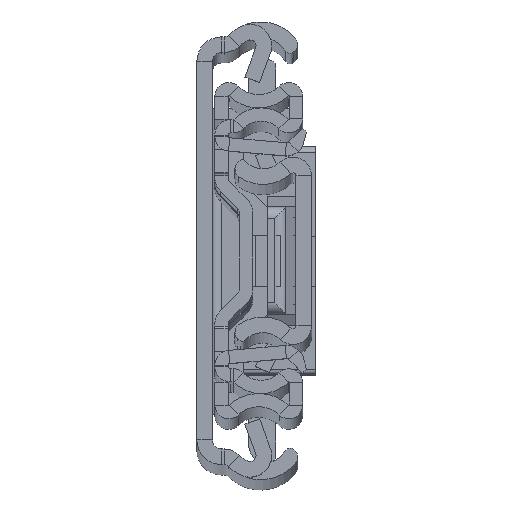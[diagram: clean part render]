
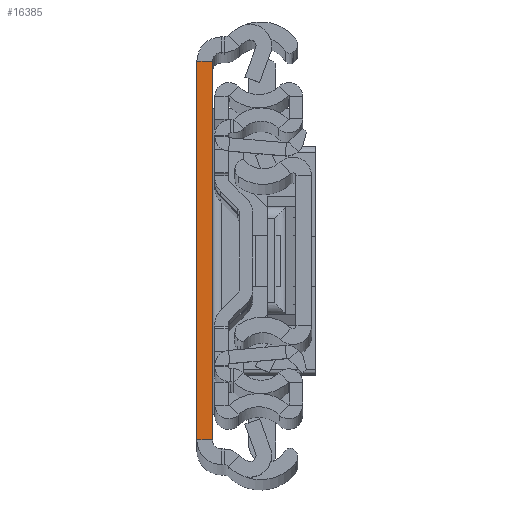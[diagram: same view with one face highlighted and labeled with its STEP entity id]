
A CAD part, top view. The second image highlights one B-rep face of the part: STEP entity #16385.
In plain terms, the highlighted planar face has unit normal (0, 0, 1).
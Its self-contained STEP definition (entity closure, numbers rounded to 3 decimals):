
#20 = VERTEX_POINT ( 'NONE', #12704 ) ;
#79 = EDGE_LOOP ( 'NONE', ( #5093, #17548, #12209, #11638 ) ) ;
#828 = DIRECTION ( 'NONE',  ( 0., 1., 0. ) ) ;
#1038 = EDGE_CURVE ( 'NONE', #9524, #20, #16234, .T. ) ;
#1602 = DIRECTION ( 'NONE',  ( 0., 0., -1. ) ) ;
#1745 = VERTEX_POINT ( 'NONE', #6655 ) ;
#2536 = CARTESIAN_POINT ( 'NONE',  ( 2.6, 31.5, 0. ) ) ;
#2592 = LINE ( 'NONE', #3759, #11267 ) ;
#2968 = PLANE ( 'NONE',  #15950 ) ;
#3759 = CARTESIAN_POINT ( 'NONE',  ( 0., -31.5, 0. ) ) ;
#5093 = ORIENTED_EDGE ( 'NONE', *, *, #1038, .F. ) ;
#5561 = EDGE_CURVE ( 'NONE', #14461, #1745, #16153, .T. ) ;
#6118 = EDGE_CURVE ( 'NONE', #14461, #9524, #2592, .T. ) ;
#6307 = CARTESIAN_POINT ( 'NONE',  ( 0., -31.5, 0. ) ) ;
#6655 = CARTESIAN_POINT ( 'NONE',  ( 2.6, -31.5, 0. ) ) ;
#8034 = VECTOR ( 'NONE', #9631, 1000. ) ;
#8080 = DIRECTION ( 'NONE',  ( 0., 1., 0. ) ) ;
#8915 = EDGE_CURVE ( 'NONE', #1745, #20, #14367, .T. ) ;
#9524 = VERTEX_POINT ( 'NONE', #16501 ) ;
#9631 = DIRECTION ( 'NONE',  ( 1., 0., 0. ) ) ;
#9725 = CARTESIAN_POINT ( 'NONE',  ( 2.6, -31.5, 0. ) ) ;
#10560 = DIRECTION ( 'NONE',  ( 1., 0., 0. ) ) ;
#11267 = VECTOR ( 'NONE', #8080, 1000. ) ;
#11638 = ORIENTED_EDGE ( 'NONE', *, *, #8915, .T. ) ;
#11901 = CARTESIAN_POINT ( 'NONE',  ( 2.6, -31.5, 0. ) ) ;
#12209 = ORIENTED_EDGE ( 'NONE', *, *, #5561, .T. ) ;
#12704 = CARTESIAN_POINT ( 'NONE',  ( 2.6, 31.5, 0. ) ) ;
#14063 = VECTOR ( 'NONE', #10560, 1000. ) ;
#14173 = CARTESIAN_POINT ( 'NONE',  ( 2.6, -31.5, 0. ) ) ;
#14367 = LINE ( 'NONE', #14173, #15411 ) ;
#14461 = VERTEX_POINT ( 'NONE', #6307 ) ;
#15411 = VECTOR ( 'NONE', #828, 1000. ) ;
#15950 = AXIS2_PLACEMENT_3D ( 'NONE', #9725, #1602, #16878 ) ;
#16153 = LINE ( 'NONE', #11901, #14063 ) ;
#16234 = LINE ( 'NONE', #2536, #8034 ) ;
#16385 = ADVANCED_FACE ( 'NONE', ( #16701 ), #2968, .F. ) ;
#16501 = CARTESIAN_POINT ( 'NONE',  ( 0., 31.5, 0. ) ) ;
#16701 = FACE_OUTER_BOUND ( 'NONE', #79, .T. ) ;
#16878 = DIRECTION ( 'NONE',  ( 0., 1., 0. ) ) ;
#17548 = ORIENTED_EDGE ( 'NONE', *, *, #6118, .F. ) ;
